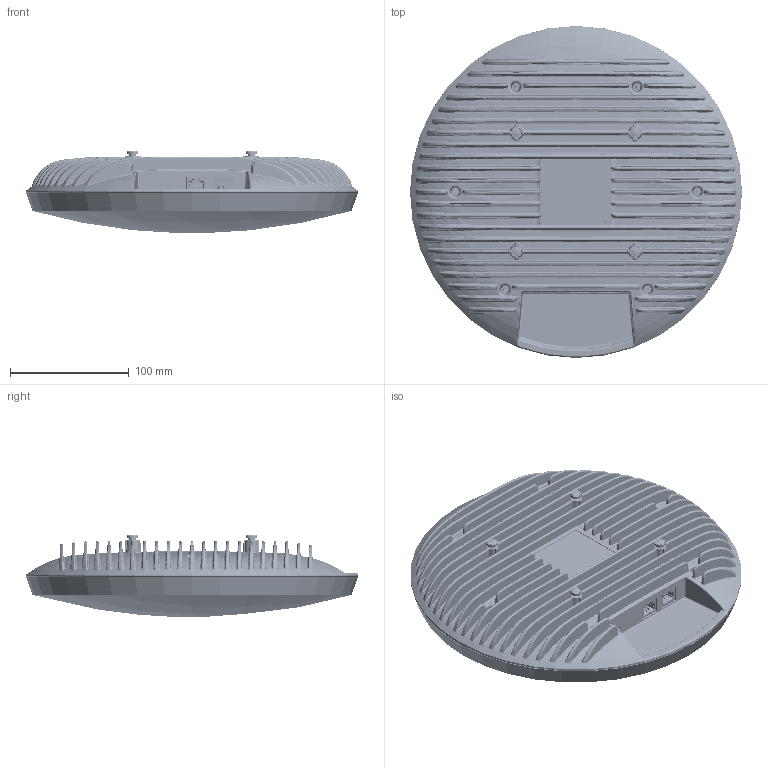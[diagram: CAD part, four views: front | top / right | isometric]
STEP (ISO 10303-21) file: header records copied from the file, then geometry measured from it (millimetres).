
FILE_DESCRIPTION (( 'STEP AP214' ), '1' );
FILE_NAME ('WEP-550K.STEP', '2026-03-26T05:15:18', ( '' ), ( '' ), 'SwSTEP 2.0', 'SolidWorks 2023', '' );
FILE_SCHEMA (( 'AUTOMOTIVE_DESIGN' ));
Length unit declared in the file: millimetre
Products named in the file (12): __LINKPP_LPJES101XAGNL_LINKPP_LPJES101XAGNL_v2; __ScrewOD6x1.5-M4x8; WEP-550K.002 White_WEP-550K.002; __E18_PROG_E18_PROG_v2; WEP-550K; __Plate wep550k_1v4; __HYDERON HEB-21; WEP-550K.001 White_WEP-550K.001; __IT41102USB_IT41102USB; __WEP-550K.000 White_WEP550K; __LINKPP_LPJMP96282AGNL_LINKPP_LPJMP96282AGNL_NOM; WEP-550K.003_WEP-550K.003 Color
Assembly tree (16 placements, depth 3):
  __E18_PROG_E18_PROG_v2
  WEP-550K
    __Plate wep550k_1v4
      __LINKPP_LPJES101XAGNL_LINKPP_LPJES101XAGNL_v2
      __LINKPP_LPJMP96282AGNL_LINKPP_LPJMP96282AGNL_NOM
      __IT41102USB_IT41102USB
    __WEP-550K.000 White_WEP550K
      WEP-550K.001 White_WEP-550K.001
      WEP-550K.002 White_WEP-550K.002
      WEP-550K.003_WEP-550K.003 Color
    __HYDERON HEB-21  x4
    __ScrewOD6x1.5-M4x8  x4
Bounding box: 280 x 280 x 69.5 mm (x, y, z)
Volume: 635440.7 mm3; surface area: 445617.5 mm2
Topology: 14 solids, 14 shells, 9019 faces, 22796 edges, 13814 vertices
Faces by surface type: bspline 3260, plane 2756, cylinder 1566, sphere 668, torus 496, cone 273
Entity records: 382517 total; most frequent: CARTESIAN_POINT 194440, ORIENTED_EDGE 44680, DIRECTION 30706, EDGE_CURVE 22340, VERTEX_POINT 13571, AXIS2_PLACEMENT_3D 11098, EDGE_LOOP 9205, FACE_OUTER_BOUND 8866
